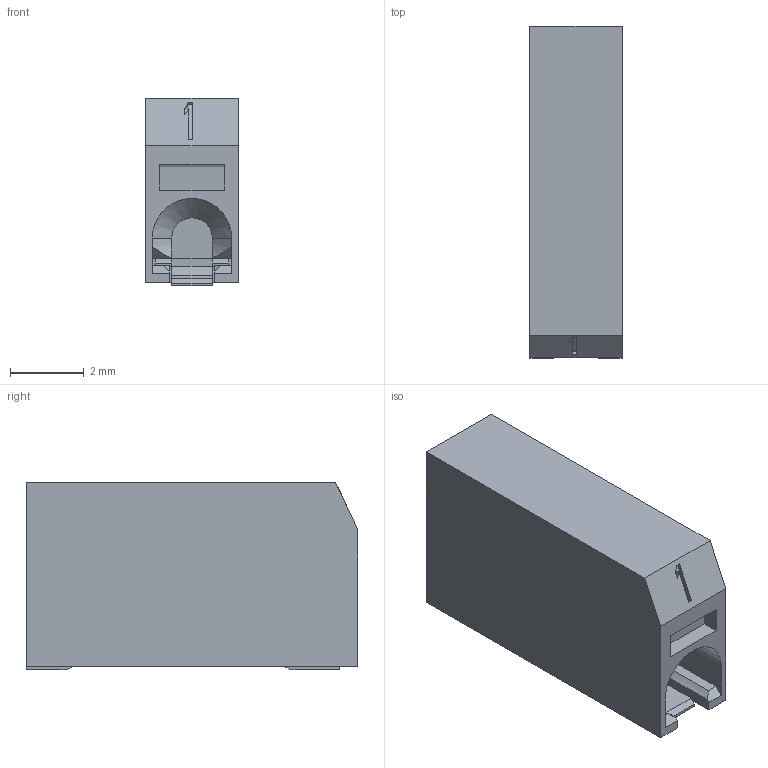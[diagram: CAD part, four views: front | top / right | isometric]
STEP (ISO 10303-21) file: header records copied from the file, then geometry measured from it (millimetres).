
FILE_DESCRIPTION(('FreeCAD Model'),'2;1');
FILE_NAME('09276001021106.step','2018-02-13T16:51:46', ('kicad StepUp'),('ksu MCAD'),'Open CASCADE STEP processor 6.8', 'FreeCAD','Unknown');
FILE_SCHEMA(('AUTOMOTIVE_DESIGN_CC2 { 1 2 10303 214 -1 1 5 4 }'));
Length unit declared in the file: millimetre
Products named in the file (1): 09276001021106
Bounding box: 2.5 x 9 x 5.1 mm (x, y, z)
Volume: 101.9 mm3; surface area: 183.4 mm2
Topology: 1 solids, 1 shells, 91 faces, 249 edges, 164 vertices
Faces by surface type: plane 74, cylinder 12, cone 5
Entity records: 2872 total; most frequent: CARTESIAN_POINT 545, ORIENTED_EDGE 498, DIRECTION 443, EDGE_CURVE 249, LINE 215, VECTOR 215, VERTEX_POINT 164, AXIS2_PLACEMENT_3D 114
